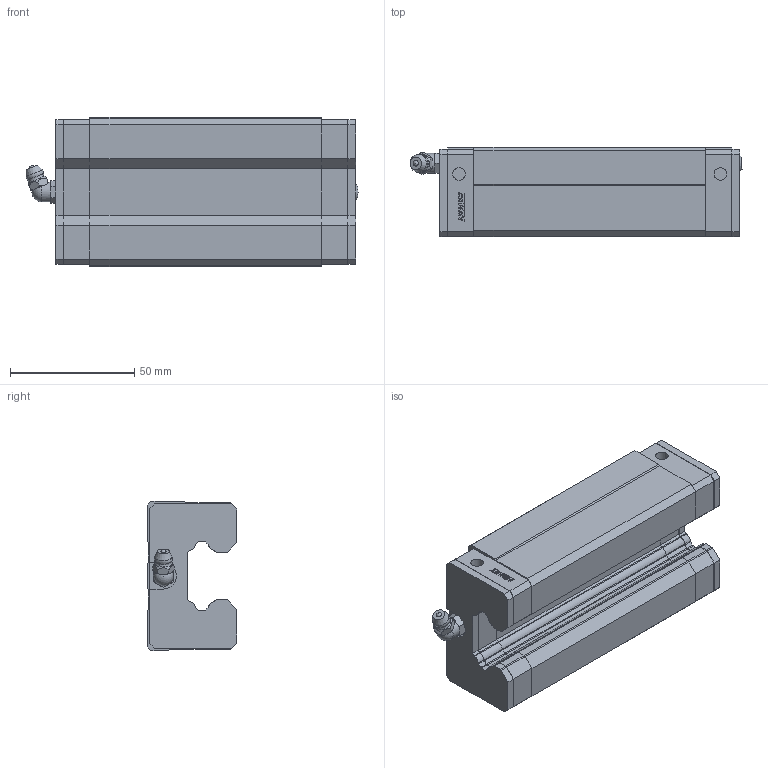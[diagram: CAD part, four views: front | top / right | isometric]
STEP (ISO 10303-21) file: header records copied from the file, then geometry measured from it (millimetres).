
FILE_DESCRIPTION(/* description */ (''),/* implementation_level */ '2;1');
FILE_NAME(/* name */ 'HGL30HAZ0C_GW202311001841.stp',/* time_stamp */ '2023-11-01T22:16:58+08:00',/* author */ ('Administrator'),/* organization */ (''),/* preprocessor_version */ 'ST-DEVELOPER v16.13',/* originating_system */ 'Autodesk Inventor 2018',/* authorisation */ '');
FILE_SCHEMA (('AUTOMOTIVE_DESIGN { 1 0 10303 214 3 1 1 }'));
Products named in the file (4): HGL30HAZ0C_GW202311001841; HGL30H_右封_temp; 34320001; M6H
Assembly tree (3 placements, depth 2):
  HGL30HAZ0C_GW202311001841
    HGL30H_右封_temp
    34320001
    M6H
Bounding box: 133.4 x 36 x 60 mm (x, y, z)
Volume: 196581.4 mm3; surface area: 46212.9 mm2
Topology: 7 solids, 8 shells, 701 faces, 1931 edges, 1265 vertices
Faces by surface type: plane 460, cylinder 187, cone 46, bspline 4, sphere 3, torus 1
Full cylindrical faces by diameter (mm): 1 x2, 2 x1, 5 x4, 6 x6, 6.647 x4, 7.3 x2, 8 x2
Entity records: 22353 total; most frequent: CARTESIAN_POINT 4230, ORIENTED_EDGE 3772, DIRECTION 3716, EDGE_CURVE 1886, LINE 1394, VECTOR 1394, VERTEX_POINT 1250, AXIS2_PLACEMENT_3D 1161
